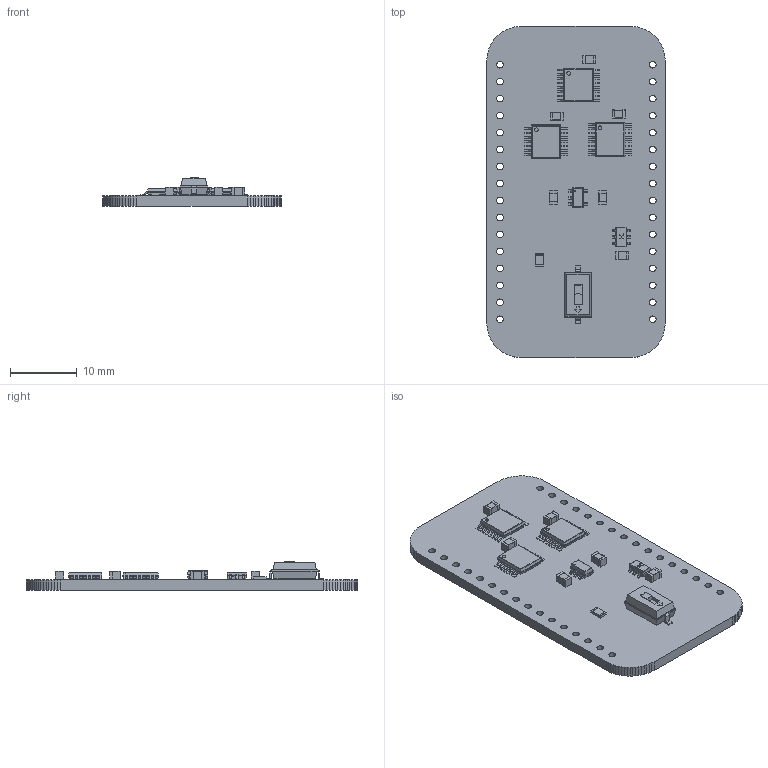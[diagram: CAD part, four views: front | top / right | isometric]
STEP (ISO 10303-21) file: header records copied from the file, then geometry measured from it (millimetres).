
FILE_DESCRIPTION(('KiCad electronic assembly'),'2;1');
FILE_NAME('Via Clock Control.step','2023-10-23T10:51:20',('Pcbnew'),( 'Kicad'),'Open CASCADE STEP processor 7.6','KiCad to STEP converter' ,'Unknown');
FILE_SCHEMA(('AUTOMOTIVE_DESIGN { 1 0 10303 214 1 1 1 1 }'));
Length unit declared in the file: millimetre
Products named in the file (16): Via Clock Control 1; 74LVC74APW,118; COMPOUND; R_0805_2012Metric; SOLID; 74LVC1G157GV,125; C_0805_2012Metric; AP7365-33WG-7; MC74VHC139DR2G; SW_DIP_SPSTx01_Slide_6.7x4.1mm_W8.61mm_P2.54mm_LowProfile; Via Clock Control PCB
Assembly tree (21 placements, depth 3):
  Via Clock Control 1
    74LVC74APW,118
      COMPOUND
    R_0805_2012Metric
      SOLID
    74LVC1G157GV,125
      COMPOUND
    C_0805_2012Metric  x6
      SOLID
    AP7365-33WG-7
      COMPOUND
    MC74VHC139DR2G  x2
      COMPOUND
    SW_DIP_SPSTx01_Slide_6.7x4.1mm_W8.61mm_P2.54mm_LowProfile
      SOLID
    Via Clock Control PCB
Bounding box: 26.67 x 49.53 x 4.33 mm (x, y, z)
Volume: 2166.2 mm3; surface area: 3407 mm2
Topology: 72 solids, 72 shells, 1307 faces, 3321 edges, 2171 vertices
Faces by surface type: plane 917, cylinder 368, bspline 14, sphere 8
Full cylindrical faces by diameter (mm): 0.02 x1, 0.2 x1, 0.55 x3, 1 x32
Entity records: 61886 total; most frequent: CARTESIAN_POINT 12490, DIRECTION 9081, LINE 6095, VECTOR 6095, ORIENTED_EDGE 4756, PCURVE 4756, DEFINITIONAL_REPRESENTATION 4756, EDGE_CURVE 2378
